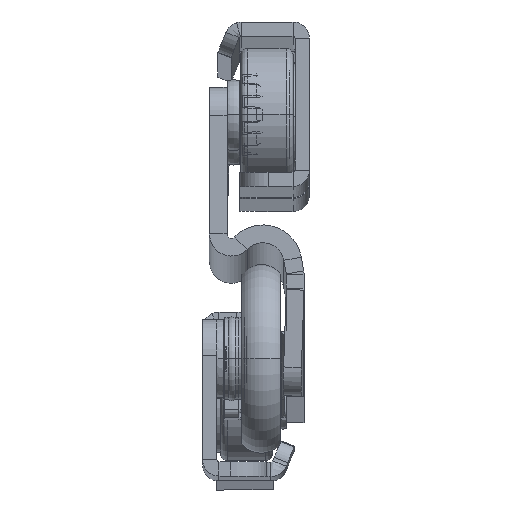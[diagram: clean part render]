
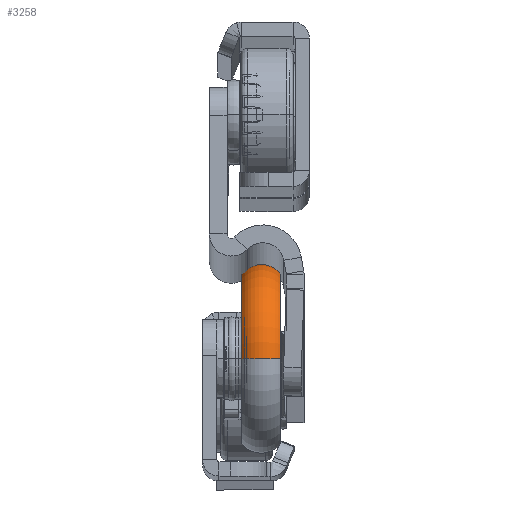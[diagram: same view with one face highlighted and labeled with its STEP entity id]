
A CAD part, top view. The second image highlights one B-rep face of the part: STEP entity #3258.
In plain terms, the highlighted toroidal (fillet/blend) face has major radius 9.75 mm and minor radius 3.5 mm.
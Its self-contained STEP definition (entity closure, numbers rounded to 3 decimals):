
#564 = VERTEX_POINT ( 'NONE', #20115 ) ;
#1656 = AXIS2_PLACEMENT_3D ( 'NONE', #66053, #28526, #17032 ) ;
#3258 = ADVANCED_FACE ( 'NONE', ( #38678 ), #65503, .T. ) ;
#3378 = VERTEX_POINT ( 'NONE', #46056 ) ;
#7273 = CIRCLE ( 'NONE', #1656, 11.915 ) ;
#8364 = CARTESIAN_POINT ( 'NONE',  ( -5.15, 0., 9.75 ) ) ;
#9518 = AXIS2_PLACEMENT_3D ( 'NONE', #8364, #66861, #13585 ) ;
#9964 = VERTEX_POINT ( 'NONE', #50270 ) ;
#10684 = AXIS2_PLACEMENT_3D ( 'NONE', #33414, #64999, #53785 ) ;
#13303 = CARTESIAN_POINT ( 'NONE',  ( -5.15, 0., -9.75 ) ) ;
#13585 = DIRECTION ( 'NONE',  ( 0., 0., -1. ) ) ;
#14909 = VERTEX_POINT ( 'NONE', #59400 ) ;
#15068 = ORIENTED_EDGE ( 'NONE', *, *, #69161, .F. ) ;
#17032 = DIRECTION ( 'NONE',  ( 0., 0., 1. ) ) ;
#18564 = DIRECTION ( 'NONE',  ( 0., 0., 1. ) ) ;
#20115 = CARTESIAN_POINT ( 'NONE',  ( -2.4, 0., 11.915 ) ) ;
#20794 = EDGE_LOOP ( 'NONE', ( #31835, #48812, #31484, #15068 ) ) ;
#23033 = EDGE_CURVE ( 'NONE', #3378, #14909, #28382, .T. ) ;
#26189 = AXIS2_PLACEMENT_3D ( 'NONE', #13303, #46167, #18564 ) ;
#26204 = DIRECTION ( 'NONE',  ( -1., 0., 0. ) ) ;
#28382 = CIRCLE ( 'NONE', #26189, 3.5 ) ;
#28526 = DIRECTION ( 'NONE',  ( -1., 0., 0. ) ) ;
#31484 = ORIENTED_EDGE ( 'NONE', *, *, #39540, .F. ) ;
#31835 = ORIENTED_EDGE ( 'NONE', *, *, #39998, .T. ) ;
#32148 = DIRECTION ( 'NONE',  ( 0., 0., 1. ) ) ;
#33414 = CARTESIAN_POINT ( 'NONE',  ( -5.15, 0., 0. ) ) ;
#38678 = FACE_OUTER_BOUND ( 'NONE', #20794, .T. ) ;
#39540 = EDGE_CURVE ( 'NONE', #9964, #14909, #7273, .T. ) ;
#39998 = EDGE_CURVE ( 'NONE', #564, #3378, #45197, .T. ) ;
#45197 = CIRCLE ( 'NONE', #62050, 11.915 ) ;
#46056 = CARTESIAN_POINT ( 'NONE',  ( -2.4, 0., -11.915 ) ) ;
#46167 = DIRECTION ( 'NONE',  ( 0., 1., 0. ) ) ;
#48288 = CARTESIAN_POINT ( 'NONE',  ( -2.4, 0., 0. ) ) ;
#48812 = ORIENTED_EDGE ( 'NONE', *, *, #23033, .T. ) ;
#50270 = CARTESIAN_POINT ( 'NONE',  ( -7.9, 0., 11.915 ) ) ;
#53785 = DIRECTION ( 'NONE',  ( 0., 0., 1. ) ) ;
#59400 = CARTESIAN_POINT ( 'NONE',  ( -7.9, 0., -11.915 ) ) ;
#62050 = AXIS2_PLACEMENT_3D ( 'NONE', #48288, #26204, #32148 ) ;
#64999 = DIRECTION ( 'NONE',  ( -1., 0., 0. ) ) ;
#65503 = TOROIDAL_SURFACE ( 'NONE', #10684, 9.75, 3.5 ) ;
#66053 = CARTESIAN_POINT ( 'NONE',  ( -7.9, 0., 0. ) ) ;
#66861 = DIRECTION ( 'NONE',  ( 0., -1., 0. ) ) ;
#68815 = CIRCLE ( 'NONE', #9518, 3.5 ) ;
#69161 = EDGE_CURVE ( 'NONE', #564, #9964, #68815, .T. ) ;
